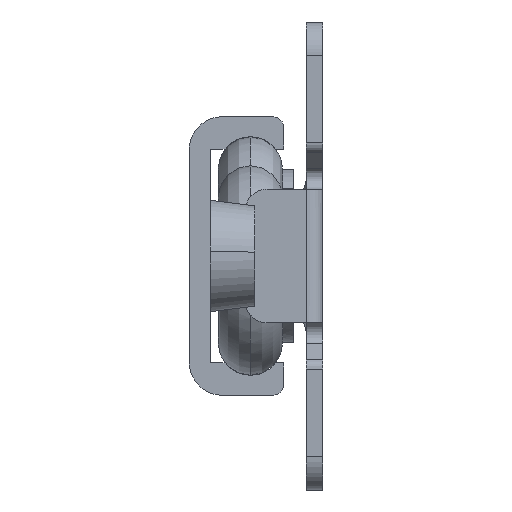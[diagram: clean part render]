
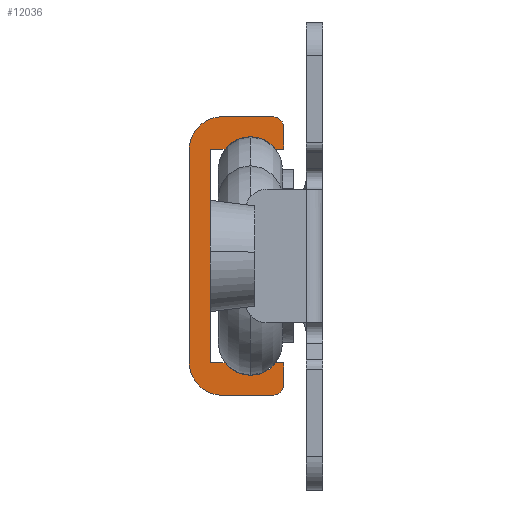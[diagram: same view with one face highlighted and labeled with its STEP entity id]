
A CAD part, left-side view. The second image highlights one B-rep face of the part: STEP entity #12036.
In plain terms, the highlighted free-form (B-spline) face has degree [1, 1] with [2, 2] control points.
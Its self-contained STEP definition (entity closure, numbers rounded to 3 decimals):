
#11638=CARTESIAN_POINT('',(0.0,-3.226,-9.6));
#11639=VERTEX_POINT('',#11638);
#11640=CARTESIAN_POINT('',(0.0,-7.774,-9.6));
#11641=VERTEX_POINT('',#11640);
#11642=CARTESIAN_POINT('',(0.0,-3.226,-9.6));
#11643=CARTESIAN_POINT('',(0.0,-3.546,-10.007));
#11644=CARTESIAN_POINT('',(0.0,-4.321,-10.572));
#11645=CARTESIAN_POINT('',(0.0,-5.531,-10.761));
#11646=CARTESIAN_POINT('',(0.0,-6.744,-10.519));
#11647=CARTESIAN_POINT('',(0.0,-7.437,-10.028));
#11648=CARTESIAN_POINT('',(0.0,-7.774,-9.6));
#11649=B_SPLINE_CURVE_WITH_KNOTS('',3,(#11642,#11643,#11644,#11645,#11646,#11647,#11648),.UNSPECIFIED.,.F.,.U.,(4,1,1,1,4),(0.,1.552,2.777,3.594,5.227),.UNSPECIFIED.);
#11650=EDGE_CURVE('',#11639,#11641,#11649,.T.);
#11684=CARTESIAN_POINT('',(0.0,-8.5,-9.6));
#11685=VERTEX_POINT('',#11684);
#11686=CARTESIAN_POINT('',(0.0,-8.5,-9.6));
#11687=CARTESIAN_POINT('',(0.0,-7.774,-9.6));
#11688=QUASI_UNIFORM_CURVE('',1,(#11686,#11687),.UNSPECIFIED.,.F.,.U.);
#11689=EDGE_CURVE('',#11685,#11641,#11688,.T.);
#11712=CARTESIAN_POINT('',(0.0,-8.5,-11.5));
#11713=VERTEX_POINT('',#11712);
#11714=CARTESIAN_POINT('',(0.0,-8.5,-11.5));
#11715=CARTESIAN_POINT('',(0.0,-8.5,-9.6));
#11716=QUASI_UNIFORM_CURVE('',1,(#11714,#11715),.UNSPECIFIED.,.F.,.U.);
#11717=EDGE_CURVE('',#11713,#11685,#11716,.T.);
#11749=CARTESIAN_POINT('',(0.0,-7.5,-12.5));
#11750=VERTEX_POINT('',#11749);
#11751=CARTESIAN_POINT('',(0.0,-7.5,-12.5));
#11752=CARTESIAN_POINT('',(0.0,-8.5,-12.5));
#11753=CARTESIAN_POINT('',(0.0,-8.5,-11.5));
#11761=(BOUNDED_CURVE()B_SPLINE_CURVE(2,(#11751,#11752,#11753),.UNSPECIFIED.,.F.,.U.)CURVE()GEOMETRIC_REPRESENTATION_ITEM()QUASI_UNIFORM_CURVE()RATIONAL_B_SPLINE_CURVE((1.0,0.707,1.0))REPRESENTATION_ITEM(''));
#11762=EDGE_CURVE('',#11750,#11713,#11761,.T.);
#11793=CARTESIAN_POINT('',(0.0,-3.0,-12.5));
#11794=VERTEX_POINT('',#11793);
#11795=CARTESIAN_POINT('',(0.0,-3.0,-12.5));
#11796=CARTESIAN_POINT('',(0.0,-7.5,-12.5));
#11797=QUASI_UNIFORM_CURVE('',1,(#11795,#11796),.UNSPECIFIED.,.F.,.U.);
#11798=EDGE_CURVE('',#11794,#11750,#11797,.T.);
#11830=CARTESIAN_POINT('',(0.0,0.,-9.5));
#11831=VERTEX_POINT('',#11830);
#11832=CARTESIAN_POINT('',(0.0,0.0,-9.5));
#11833=CARTESIAN_POINT('',(0.0,0.0,-12.5));
#11834=CARTESIAN_POINT('',(0.0,-3.0,-12.5));
#11842=(BOUNDED_CURVE()B_SPLINE_CURVE(2,(#11832,#11833,#11834),.UNSPECIFIED.,.F.,.U.)CURVE()GEOMETRIC_REPRESENTATION_ITEM()QUASI_UNIFORM_CURVE()RATIONAL_B_SPLINE_CURVE((1.0,0.707,1.0))REPRESENTATION_ITEM(''));
#11843=EDGE_CURVE('',#11831,#11794,#11842,.T.);
#11874=CARTESIAN_POINT('',(0.0,0.,9.5));
#11875=VERTEX_POINT('',#11874);
#11876=CARTESIAN_POINT('',(0.0,0.,9.5));
#11877=CARTESIAN_POINT('',(0.0,0.,-9.5));
#11878=QUASI_UNIFORM_CURVE('',1,(#11876,#11877),.UNSPECIFIED.,.F.,.U.);
#11879=EDGE_CURVE('',#11875,#11831,#11878,.T.);
#11939=CARTESIAN_POINT('',(0.0,0.425,13.749));
#11940=CARTESIAN_POINT('',(0.0,-8.925,13.749));
#11941=CARTESIAN_POINT('',(0.0,0.425,-13.749));
#11942=CARTESIAN_POINT('',(0.0,-8.925,-13.749));
#11943=B_SPLINE_SURFACE_WITH_KNOTS('',1,1,((#11939,#11941),(#11940,#11942)),.UNSPECIFIED.,.F.,.F.,.U.,(2,2),(2,2),(0.0,9.349),(0.0,27.498),.UNSPECIFIED.);
#11944=ORIENTED_EDGE('',*,*,#11843,.T.);
#11945=ORIENTED_EDGE('',*,*,#11798,.T.);
#11946=ORIENTED_EDGE('',*,*,#11762,.T.);
#11947=ORIENTED_EDGE('',*,*,#11717,.T.);
#11948=ORIENTED_EDGE('',*,*,#11689,.T.);
#11949=ORIENTED_EDGE('',*,*,#11650,.F.);
#11950=CARTESIAN_POINT('',(0.0,-1.9,-9.6));
#11951=VERTEX_POINT('',#11950);
#11952=CARTESIAN_POINT('',(0.0,-3.226,-9.6));
#11953=CARTESIAN_POINT('',(0.0,-1.9,-9.6));
#11954=QUASI_UNIFORM_CURVE('',1,(#11952,#11953),.UNSPECIFIED.,.F.,.U.);
#11955=EDGE_CURVE('',#11639,#11951,#11954,.T.);
#11956=ORIENTED_EDGE('',*,*,#11955,.T.);
#11957=CARTESIAN_POINT('',(0.0,-1.9,9.6));
#11958=VERTEX_POINT('',#11957);
#11959=CARTESIAN_POINT('',(0.0,-1.9,-9.6));
#11960=CARTESIAN_POINT('',(0.0,-1.9,9.6));
#11961=QUASI_UNIFORM_CURVE('',1,(#11959,#11960),.UNSPECIFIED.,.F.,.U.);
#11962=EDGE_CURVE('',#11951,#11958,#11961,.T.);
#11963=ORIENTED_EDGE('',*,*,#11962,.T.);
#11964=CARTESIAN_POINT('',(0.0,-3.226,9.6));
#11965=VERTEX_POINT('',#11964);
#11966=CARTESIAN_POINT('',(0.0,-1.9,9.6));
#11967=CARTESIAN_POINT('',(0.0,-3.226,9.6));
#11968=QUASI_UNIFORM_CURVE('',1,(#11966,#11967),.UNSPECIFIED.,.F.,.U.);
#11969=EDGE_CURVE('',#11958,#11965,#11968,.T.);
#11970=ORIENTED_EDGE('',*,*,#11969,.T.);
#11971=CARTESIAN_POINT('',(0.0,-7.774,9.6));
#11972=VERTEX_POINT('',#11971);
#11973=CARTESIAN_POINT('',(0.0,-7.774,9.6));
#11974=CARTESIAN_POINT('',(0.0,-7.487,9.964));
#11975=CARTESIAN_POINT('',(0.0,-6.89,10.427));
#11976=CARTESIAN_POINT('',(0.0,-5.807,10.74));
#11977=CARTESIAN_POINT('',(0.0,-4.976,10.694));
#11978=CARTESIAN_POINT('',(0.0,-4.022,10.358));
#11979=CARTESIAN_POINT('',(0.0,-3.513,9.964));
#11980=CARTESIAN_POINT('',(0.0,-3.226,9.6));
#11981=B_SPLINE_CURVE_WITH_KNOTS('',3,(#11973,#11974,#11975,#11976,#11977,#11978,#11979,#11980),.UNSPECIFIED.,.F.,.U.,(4,1,1,1,1,4),(0.,1.388,2.205,3.348,3.839,5.227),.UNSPECIFIED.);
#11982=EDGE_CURVE('',#11972,#11965,#11981,.T.);
#11983=ORIENTED_EDGE('',*,*,#11982,.F.);
#11984=CARTESIAN_POINT('',(0.0,-8.5,9.6));
#11985=VERTEX_POINT('',#11984);
#11986=CARTESIAN_POINT('',(0.0,-7.774,9.6));
#11987=CARTESIAN_POINT('',(0.0,-8.5,9.6));
#11988=QUASI_UNIFORM_CURVE('',1,(#11986,#11987),.UNSPECIFIED.,.F.,.U.);
#11989=EDGE_CURVE('',#11972,#11985,#11988,.T.);
#11990=ORIENTED_EDGE('',*,*,#11989,.T.);
#11991=CARTESIAN_POINT('',(0.0,-8.5,11.5));
#11992=VERTEX_POINT('',#11991);
#11993=CARTESIAN_POINT('',(0.0,-8.5,9.6));
#11994=CARTESIAN_POINT('',(0.0,-8.5,11.5));
#11995=QUASI_UNIFORM_CURVE('',1,(#11993,#11994),.UNSPECIFIED.,.F.,.U.);
#11996=EDGE_CURVE('',#11985,#11992,#11995,.T.);
#11997=ORIENTED_EDGE('',*,*,#11996,.T.);
#11998=CARTESIAN_POINT('',(0.0,-7.5,12.5));
#11999=VERTEX_POINT('',#11998);
#12000=CARTESIAN_POINT('',(0.0,-8.5,11.5));
#12001=CARTESIAN_POINT('',(0.0,-8.5,12.5));
#12002=CARTESIAN_POINT('',(0.0,-7.5,12.5));
#12010=(BOUNDED_CURVE()B_SPLINE_CURVE(2,(#12000,#12001,#12002),.UNSPECIFIED.,.F.,.U.)CURVE()GEOMETRIC_REPRESENTATION_ITEM()QUASI_UNIFORM_CURVE()RATIONAL_B_SPLINE_CURVE((1.0,0.707,1.0))REPRESENTATION_ITEM(''));
#12011=EDGE_CURVE('',#11992,#11999,#12010,.T.);
#12012=ORIENTED_EDGE('',*,*,#12011,.T.);
#12013=CARTESIAN_POINT('',(0.0,-3.0,12.5));
#12014=VERTEX_POINT('',#12013);
#12015=CARTESIAN_POINT('',(0.0,-7.5,12.5));
#12016=CARTESIAN_POINT('',(0.0,-3.0,12.5));
#12017=QUASI_UNIFORM_CURVE('',1,(#12015,#12016),.UNSPECIFIED.,.F.,.U.);
#12018=EDGE_CURVE('',#11999,#12014,#12017,.T.);
#12019=ORIENTED_EDGE('',*,*,#12018,.T.);
#12020=CARTESIAN_POINT('',(0.0,-3.0,12.5));
#12021=CARTESIAN_POINT('',(0.0,0.0,12.5));
#12022=CARTESIAN_POINT('',(0.0,0.0,9.5));
#12030=(BOUNDED_CURVE()B_SPLINE_CURVE(2,(#12020,#12021,#12022),.UNSPECIFIED.,.F.,.U.)CURVE()GEOMETRIC_REPRESENTATION_ITEM()QUASI_UNIFORM_CURVE()RATIONAL_B_SPLINE_CURVE((1.0,0.707,1.0))REPRESENTATION_ITEM(''));
#12031=EDGE_CURVE('',#12014,#11875,#12030,.T.);
#12032=ORIENTED_EDGE('',*,*,#12031,.T.);
#12033=ORIENTED_EDGE('',*,*,#11879,.T.);
#12034=EDGE_LOOP('',(#11944,#11945,#11946,#11947,#11948,#11949,#11956,#11963,#11970,#11983,#11990,#11997,#12012,#12019,#12032,#12033));
#12035=FACE_OUTER_BOUND('',#12034,.T.);
#12036=ADVANCED_FACE('',(#12035),#11943,.F.);
